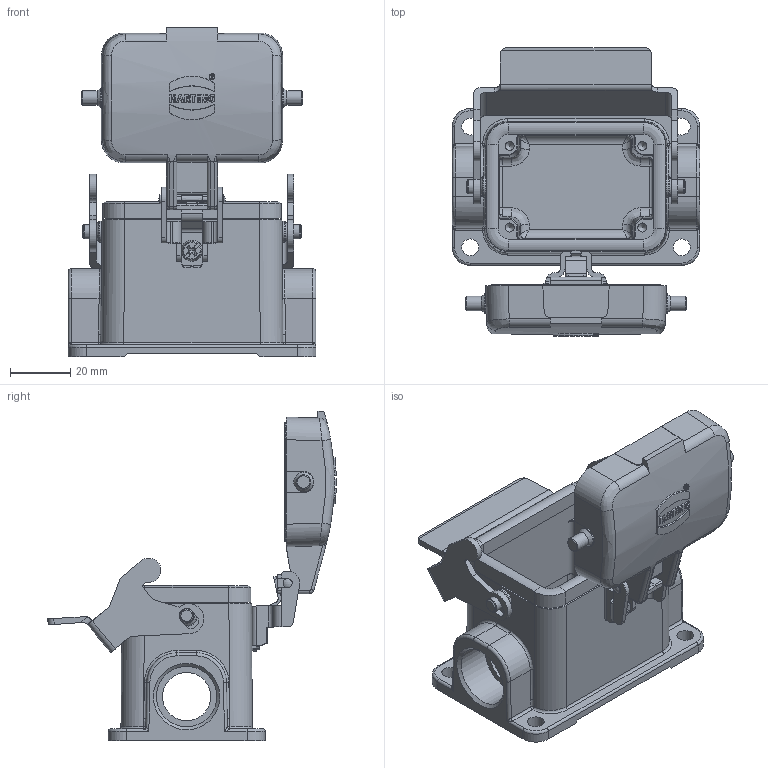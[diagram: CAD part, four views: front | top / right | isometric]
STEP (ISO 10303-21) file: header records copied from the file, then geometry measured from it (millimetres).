
FILE_DESCRIPTION((''),'2;1');
FILE_NAME('04300062261.stp','2020-07-07T15:17:30',('e.eickhoff'),(''),'Autodesk Inventor 2012','Autodesk Inventor 2012','');
FILE_SCHEMA(('AUTOMOTIVE_DESIGN { 1 0 10303 214 1 1 1 1 }'));
Length unit declared in the file: millimetre
Products named in the file (3): 04300062261; Metallbügel 1
Assembly tree (2 placements, depth 2):
  04300062261
    Metallbügel 1
    04300062261
Bounding box: 82 x 95.54 x 109.29 mm (x, y, z)
Volume: 82543.3 mm3; surface area: 48469.2 mm2
Topology: 3 solids, 3 shells, 795 faces, 2067 edges, 1287 vertices
Faces by surface type: plane 302, cylinder 255, bspline 170, cone 35, torus 27, sphere 6
Full cylindrical faces by diameter (mm): 2 x2, 3 x6, 4 x3, 4.75 x2, 4.8 x2, 5 x2, 5.6 x4, 6.5 x2, 7 x3, 16 x2, 20 x2
Entity records: 29362 total; most frequent: CARTESIAN_POINT 10395, ORIENTED_EDGE 3924, DIRECTION 3745, EDGE_CURVE 1962, AXIS2_PLACEMENT_3D 1377, VERTEX_POINT 1261, VECTOR 991, LINE 991
